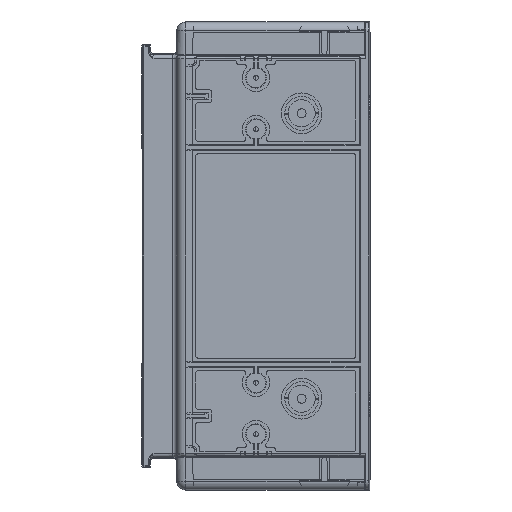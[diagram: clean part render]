
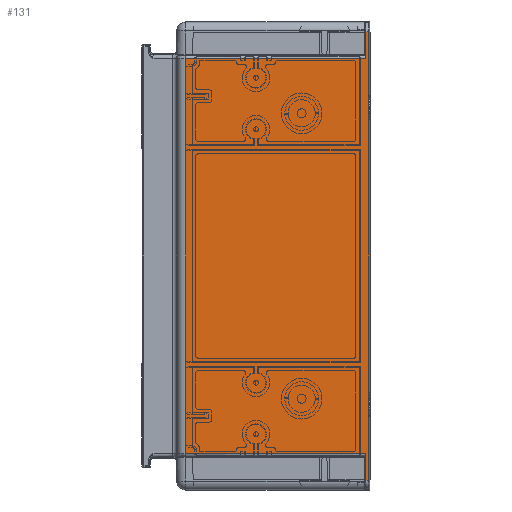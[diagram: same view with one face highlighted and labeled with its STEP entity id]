
A CAD part, left-side view. The second image highlights one B-rep face of the part: STEP entity #131.
In plain terms, the highlighted planar face has unit normal (-1, 0, 0).
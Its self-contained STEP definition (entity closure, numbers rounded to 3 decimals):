
#131=ADVANCED_FACE('',(#2573),#2574,.F.);
#2573=FACE_OUTER_BOUND('',#7407,.T.);
#2574=PLANE('',#7408);
#7407=EDGE_LOOP('',(#29042,#29043,#29044,#29045,#29046,#29047,#29048,#29049));
#7408=AXIS2_PLACEMENT_3D('',#29050,#29051,#29052);
#29042=ORIENTED_EDGE('',*,*,#46965,.T.);
#29043=ORIENTED_EDGE('',*,*,#46966,.T.);
#29044=ORIENTED_EDGE('',*,*,#46967,.T.);
#29045=ORIENTED_EDGE('',*,*,#46968,.T.);
#29046=ORIENTED_EDGE('',*,*,#46969,.F.);
#29047=ORIENTED_EDGE('',*,*,#46970,.F.);
#29048=ORIENTED_EDGE('',*,*,#46971,.F.);
#29049=ORIENTED_EDGE('',*,*,#46972,.T.);
#29050=CARTESIAN_POINT('',(-642.5,0.0,50.0));
#29051=DIRECTION('',(1.0,0.0,0.0));
#29052=DIRECTION('',(0.0,1.0,0.0));
#46965=EDGE_CURVE('',#53167,#53168,#53169,.T.);
#46966=EDGE_CURVE('',#53168,#53170,#53171,.T.);
#46967=EDGE_CURVE('',#53170,#53172,#53173,.T.);
#46968=EDGE_CURVE('',#53172,#53174,#53175,.T.);
#46969=EDGE_CURVE('',#53176,#53174,#53177,.T.);
#46970=EDGE_CURVE('',#53178,#53176,#53179,.T.);
#46971=EDGE_CURVE('',#53180,#53178,#53181,.T.);
#46972=EDGE_CURVE('',#53180,#53167,#53182,.T.);
#53167=VERTEX_POINT('',#63659);
#53168=VERTEX_POINT('',#63660);
#53169=LINE('',#63661,#63662);
#53170=VERTEX_POINT('',#63663);
#53171=LINE('',#63664,#63665);
#53172=VERTEX_POINT('',#63666);
#53173=LINE('',#63667,#63668);
#53174=VERTEX_POINT('',#63669);
#53175=LINE('',#63670,#63671);
#53176=VERTEX_POINT('',#63672);
#53177=LINE('',#63673,#63674);
#53178=VERTEX_POINT('',#63675);
#53179=LINE('',#63676,#63677);
#53180=VERTEX_POINT('',#63678);
#53181=LINE('',#63679,#63680);
#53182=LINE('',#63681,#63682);
#63659=CARTESIAN_POINT('',(-642.5,1.222,196.353));
#63660=CARTESIAN_POINT('',(-642.5,3.802,196.353));
#63661=CARTESIAN_POINT('',(-642.5,1.222,196.353));
#63662=VECTOR('',#85107,2.58);
#63663=CARTESIAN_POINT('',(-642.5,3.802,172.874));
#63664=CARTESIAN_POINT('',(-642.5,3.802,196.353));
#63665=VECTOR('',#85108,23.479);
#63666=CARTESIAN_POINT('',(-642.5,161.746,172.874));
#63667=CARTESIAN_POINT('',(-642.5,3.802,172.874));
#63668=VECTOR('',#85109,157.944);
#63669=CARTESIAN_POINT('',(-642.5,161.746,-172.874));
#63670=CARTESIAN_POINT('',(-642.5,161.746,172.874));
#63671=VECTOR('',#85110,345.747);
#63672=CARTESIAN_POINT('',(-642.5,3.802,-172.874));
#63673=CARTESIAN_POINT('',(-642.5,3.802,-172.874));
#63674=VECTOR('',#85111,157.944);
#63675=CARTESIAN_POINT('',(-642.5,3.802,-196.353));
#63676=CARTESIAN_POINT('',(-642.5,3.802,-196.353));
#63677=VECTOR('',#85112,23.479);
#63678=CARTESIAN_POINT('',(-642.5,1.222,-196.353));
#63679=CARTESIAN_POINT('',(-642.5,1.222,-196.353));
#63680=VECTOR('',#85113,2.58);
#63681=CARTESIAN_POINT('',(-642.5,1.222,-196.353));
#63682=VECTOR('',#85114,392.706);
#85107=DIRECTION('',(0.0,1.0,0.0));
#85108=DIRECTION('',(0.0,0.0,-1.0));
#85109=DIRECTION('',(0.,1.,0.));
#85110=DIRECTION('',(0.0,0.0,-1.0));
#85111=DIRECTION('',(0.,1.,0.));
#85112=DIRECTION('',(0.0,0.0,1.0));
#85113=DIRECTION('',(0.0,1.0,0.0));
#85114=DIRECTION('',(0.0,0.0,1.0));
